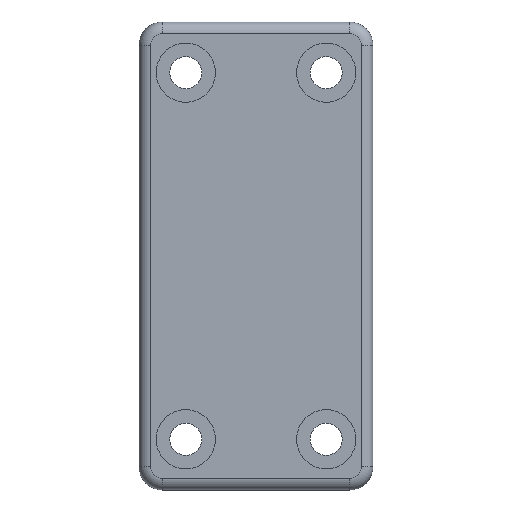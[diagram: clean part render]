
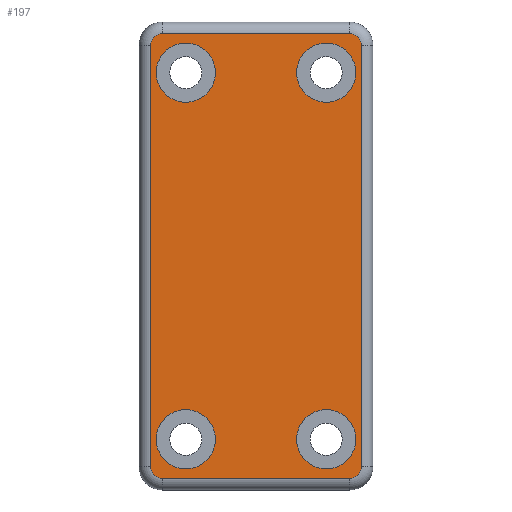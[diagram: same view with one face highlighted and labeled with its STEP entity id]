
A CAD part, top view. The second image highlights one B-rep face of the part: STEP entity #197.
In plain terms, the highlighted planar face has unit normal (0, 0, 1).
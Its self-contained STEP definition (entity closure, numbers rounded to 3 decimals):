
#197=ADVANCED_FACE('',(#266,#267,#268,#269,#270),#271,.T.);
#266=FACE_OUTER_BOUND('',#346,.T.);
#267=FACE_BOUND('',#347,.T.);
#268=FACE_BOUND('',#348,.T.);
#269=FACE_BOUND('',#349,.T.);
#270=FACE_BOUND('',#350,.T.);
#271=PLANE('',#351);
#346=EDGE_LOOP('',(#520,#521,#522,#523,#524,#525,#526,#527));
#347=EDGE_LOOP('',(#528));
#348=EDGE_LOOP('',(#529));
#349=EDGE_LOOP('',(#530));
#350=EDGE_LOOP('',(#531));
#351=AXIS2_PLACEMENT_3D('',#532,#533,#534);
#520=ORIENTED_EDGE('',*,*,#567,.T.);
#521=ORIENTED_EDGE('',*,*,#594,.T.);
#522=ORIENTED_EDGE('',*,*,#569,.T.);
#523=ORIENTED_EDGE('',*,*,#573,.T.);
#524=ORIENTED_EDGE('',*,*,#600,.T.);
#525=ORIENTED_EDGE('',*,*,#597,.T.);
#526=ORIENTED_EDGE('',*,*,#599,.T.);
#527=ORIENTED_EDGE('',*,*,#601,.T.);
#528=ORIENTED_EDGE('',*,*,#602,.T.);
#529=ORIENTED_EDGE('',*,*,#606,.T.);
#530=ORIENTED_EDGE('',*,*,#610,.T.);
#531=ORIENTED_EDGE('',*,*,#614,.T.);
#532=CARTESIAN_POINT('',(0.0,0.0,3.0));
#533=DIRECTION('',(0.0,0.0,1.0));
#534=DIRECTION('',(1.0,0.0,0.0));
#567=EDGE_CURVE('',#620,#625,#627,.T.);
#569=EDGE_CURVE('',#631,#629,#632,.T.);
#573=EDGE_CURVE('',#629,#637,#639,.T.);
#594=EDGE_CURVE('',#625,#631,#671,.T.);
#597=EDGE_CURVE('',#672,#674,#676,.T.);
#599=EDGE_CURVE('',#674,#677,#679,.T.);
#600=EDGE_CURVE('',#637,#672,#680,.T.);
#601=EDGE_CURVE('',#677,#620,#681,.T.);
#602=EDGE_CURVE('',#682,#682,#683,.T.);
#606=EDGE_CURVE('',#690,#690,#691,.T.);
#610=EDGE_CURVE('',#698,#698,#699,.T.);
#614=EDGE_CURVE('',#706,#706,#707,.T.);
#620=VERTEX_POINT('',#716);
#625=VERTEX_POINT('',#722);
#627=LINE('',#724,#725);
#629=VERTEX_POINT('',#727);
#631=VERTEX_POINT('',#729);
#632=LINE('',#730,#731);
#637=VERTEX_POINT('',#737);
#639=CIRCLE('',#739,1.5);
#671=CIRCLE('',#783,1.5);
#672=VERTEX_POINT('',#784);
#674=VERTEX_POINT('',#786);
#676=CIRCLE('',#788,1.5);
#677=VERTEX_POINT('',#789);
#679=LINE('',#791,#792);
#680=LINE('',#793,#794);
#681=CIRCLE('',#795,1.5);
#682=VERTEX_POINT('',#796);
#683=CIRCLE('',#797,3.8);
#690=VERTEX_POINT('',#804);
#691=CIRCLE('',#805,3.8);
#698=VERTEX_POINT('',#812);
#699=CIRCLE('',#813,3.8);
#706=VERTEX_POINT('',#820);
#707=CIRCLE('',#821,3.8);
#716=CARTESIAN_POINT('',(13.5,-27.0,3.0));
#722=CARTESIAN_POINT('',(13.5,27.0,3.0));
#724=CARTESIAN_POINT('',(13.5,0.,3.0));
#725=VECTOR('',#839,1.0);
#727=CARTESIAN_POINT('',(-12.0,28.5,3.0));
#729=CARTESIAN_POINT('',(12.0,28.5,3.0));
#730=CARTESIAN_POINT('',(0.,28.5,3.0));
#731=VECTOR('',#843,1.0);
#737=CARTESIAN_POINT('',(-13.5,27.0,3.0));
#739=AXIS2_PLACEMENT_3D('',#851,#852,#853);
#783=AXIS2_PLACEMENT_3D('',#890,#891,#892);
#784=CARTESIAN_POINT('',(-13.5,-27.0,3.0));
#786=CARTESIAN_POINT('',(-12.0,-28.5,3.0));
#788=AXIS2_PLACEMENT_3D('',#899,#900,#901);
#789=CARTESIAN_POINT('',(12.0,-28.5,3.0));
#791=CARTESIAN_POINT('',(0.0,-28.5,3.0));
#792=VECTOR('',#905,1.0);
#793=CARTESIAN_POINT('',(-13.5,0.,3.0));
#794=VECTOR('',#906,1.0);
#795=AXIS2_PLACEMENT_3D('',#907,#908,#909);
#796=CARTESIAN_POINT('',(-5.2,-23.5,3.0));
#797=AXIS2_PLACEMENT_3D('',#910,#911,#912);
#804=CARTESIAN_POINT('',(12.8,-23.5,3.0));
#805=AXIS2_PLACEMENT_3D('',#922,#923,#924);
#812=CARTESIAN_POINT('',(12.8,23.5,3.0));
#813=AXIS2_PLACEMENT_3D('',#934,#935,#936);
#820=CARTESIAN_POINT('',(-5.2,23.5,3.0));
#821=AXIS2_PLACEMENT_3D('',#946,#947,#948);
#839=DIRECTION('',(0.,1.0,0.0));
#843=DIRECTION('',(-1.0,0.,0.0));
#851=CARTESIAN_POINT('',(-12.0,27.0,3.0));
#852=DIRECTION('',(0.0,0.0,1.0));
#853=DIRECTION('',(1.0,0.0,0.0));
#890=CARTESIAN_POINT('',(12.0,27.0,3.0));
#891=DIRECTION('',(0.0,0.0,1.0));
#892=DIRECTION('',(1.0,0.0,0.0));
#899=CARTESIAN_POINT('',(-12.0,-27.0,3.0));
#900=DIRECTION('',(0.0,0.0,1.0));
#901=DIRECTION('',(1.0,0.0,0.0));
#905=DIRECTION('',(1.0,0.0,0.0));
#906=DIRECTION('',(0.,-1.0,0.0));
#907=CARTESIAN_POINT('',(12.0,-27.0,3.0));
#908=DIRECTION('',(0.0,0.0,1.0));
#909=DIRECTION('',(1.0,0.0,0.0));
#910=CARTESIAN_POINT('',(-9.0,-23.5,3.0));
#911=DIRECTION('',(0.0,0.0,-1.0));
#912=DIRECTION('',(1.0,0.0,0.0));
#922=CARTESIAN_POINT('',(9.0,-23.5,3.0));
#923=DIRECTION('',(0.0,0.0,-1.0));
#924=DIRECTION('',(1.0,0.0,0.0));
#934=CARTESIAN_POINT('',(9.0,23.5,3.0));
#935=DIRECTION('',(0.0,0.0,-1.0));
#936=DIRECTION('',(1.0,0.0,0.0));
#946=CARTESIAN_POINT('',(-9.0,23.5,3.0));
#947=DIRECTION('',(0.0,0.0,-1.0));
#948=DIRECTION('',(1.0,0.0,0.0));
